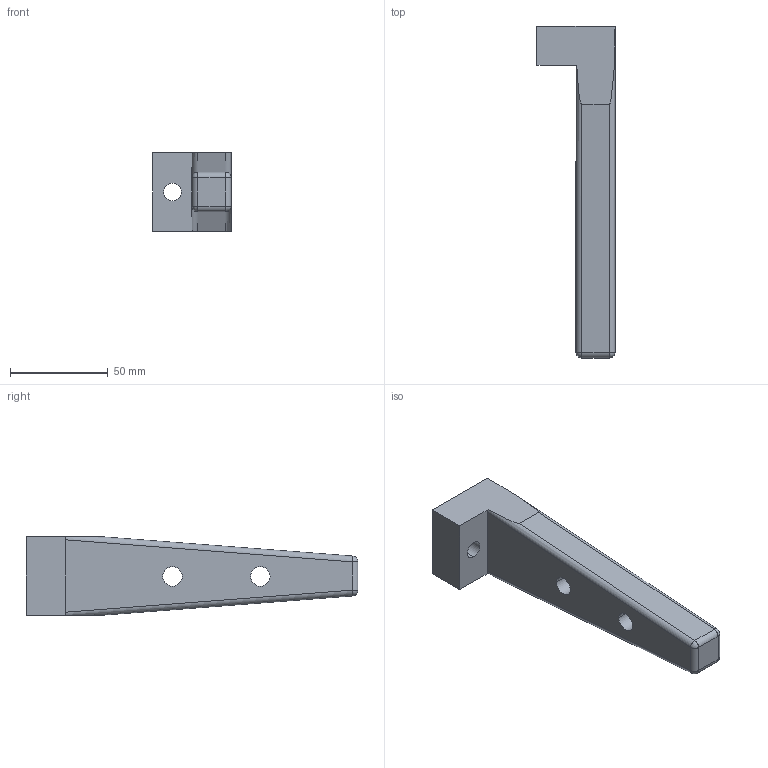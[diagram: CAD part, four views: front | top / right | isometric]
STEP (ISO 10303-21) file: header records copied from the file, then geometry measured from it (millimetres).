
FILE_DESCRIPTION (( 'STEP AP214' ), '1' );
FILE_NAME ('20 crochet.STEP', '2022-09-25T18:55:02', ( '' ), ( '' ), 'SwSTEP 2.0', 'SolidWorks 2022', '' );
FILE_SCHEMA (( 'AUTOMOTIVE_DESIGN' ));
Length unit declared in the file: millimetre
Products named in the file (1): 20 crochet
Bounding box: 40 x 170 x 40 mm (x, y, z)
Volume: 119603.5 mm3; surface area: 22443.3 mm2
Topology: 1 solids, 1 shells, 97 faces, 262 edges, 162 vertices
Faces by surface type: cylinder 68, plane 15, bspline 6, cone 4, sphere 4
Entity records: 6686 total; most frequent: CARTESIAN_POINT 4596, ORIENTED_EDGE 508, DIRECTION 354, EDGE_CURVE 254, VERTEX_POINT 162, AXIS2_PLACEMENT_3D 126, EDGE_LOOP 106, LINE 102
